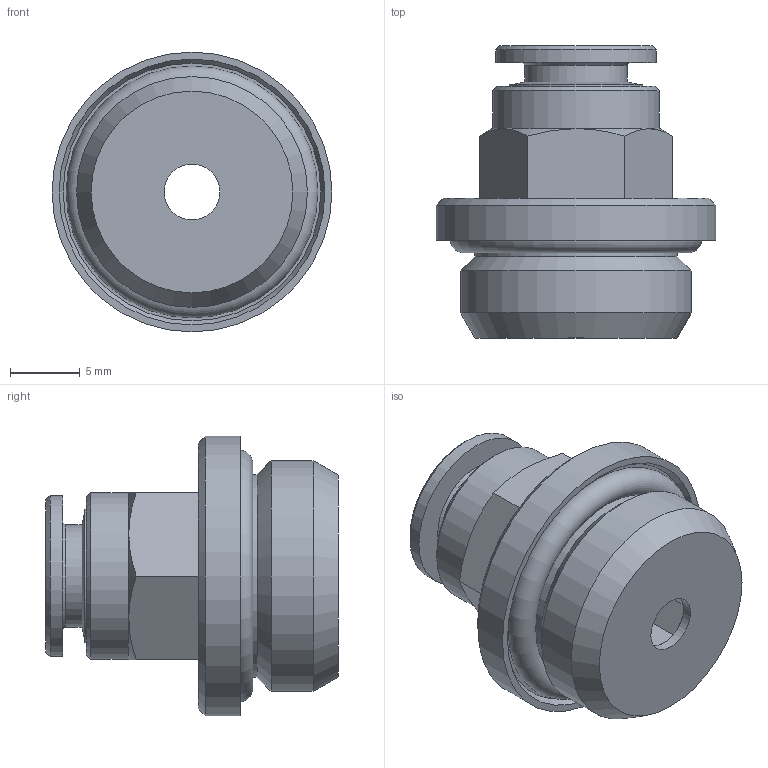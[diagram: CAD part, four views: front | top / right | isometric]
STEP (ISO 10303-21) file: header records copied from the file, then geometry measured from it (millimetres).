
FILE_DESCRIPTION(/* description */ ('STEP AP214'),/* implementation_level */ '2;1');
FILE_NAME(/* name */ 'A0020033',/* time_stamp */ '2023-04-06T12:26:11+02:00',/* author */ ('License CC BY-ND 4.0'),/* organization */ ('CADENAS'),/* preprocessor_version */ 'ST-DEVELOPER v19.3',/* originating_system */ 'PARTsolutions',/* authorisation */ ' ');
FILE_SCHEMA (('AUTOMOTIVE_DESIGN {1 0 10303 214 3 1 1}'));
Length unit declared in the file: millimetre
Products named in the file (1): A0020033
Bounding box: 20 x 20.9 x 20 mm (x, y, z)
Volume: 2957.4 mm3; surface area: 2074.3 mm2
Topology: 1 solids, 1 shells, 47 faces, 102 edges, 62 vertices
Faces by surface type: plane 25, cone 11, cylinder 9, torus 2
Full cylindrical faces by diameter (mm): 4 x1, 6.15 x1, 7.3 x1, 9.55 x1, 11.5 x1, 11.9 x1, 14.5 x1, 16.5 x1, 20 x1
Entity records: 1491 total; most frequent: CARTESIAN_POINT 228, DIRECTION 192, ORIENTED_EDGE 150, AXIS2_PLACEMENT_3D 81, EDGE_LOOP 76, FACE_BOUND 76, EDGE_CURVE 75, VERTEX_POINT 57
